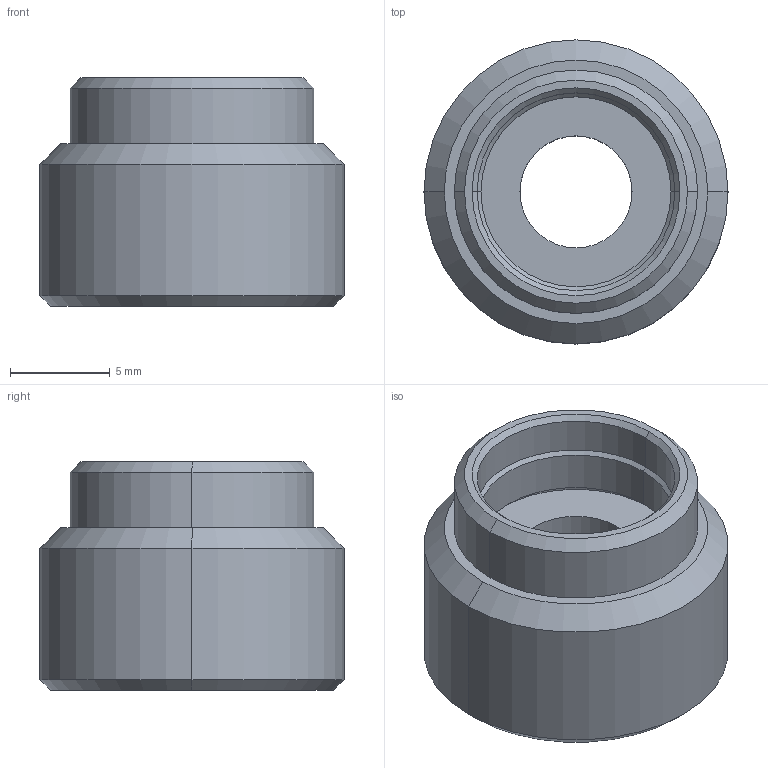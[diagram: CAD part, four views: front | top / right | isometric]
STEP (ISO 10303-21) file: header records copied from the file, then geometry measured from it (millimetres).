
FILE_DESCRIPTION (( 'STEP AP214' ), '1' );
FILE_NAME ('TTN200030-E0W.STEP', '2019-11-12T16:07:30', ( '' ), ( '' ), 'SwSTEP 2.0', 'SolidWorks 2018', '' );
FILE_SCHEMA (( 'AUTOMOTIVE_DESIGN' ));
Length unit declared in the file: inch
Products named in the file (1): TTN200030-E0W
Bounding box: 15.24 x 15.24 x 11.43 mm (x, y, z)
Volume: 1303 mm3; surface area: 1046.3 mm2
Topology: 1 solids, 1 shells, 189 faces, 489 edges, 322 vertices
Faces by surface type: bspline 112, plane 51, cylinder 14, cone 12
Entity records: 11232 total; most frequent: CARTESIAN_POINT 4849, ORIENTED_EDGE 978, EDGE_CURVE 489, DIRECTION 461, VERTEX_POINT 322, LINE 225, VECTOR 225, B_SPLINE_CURVE_WITH_KNOTS 224
